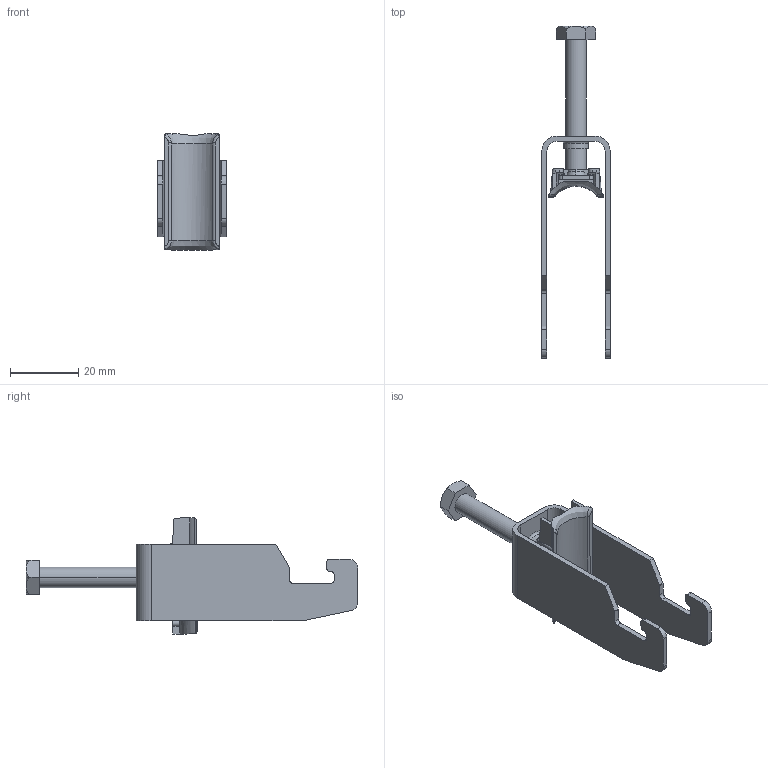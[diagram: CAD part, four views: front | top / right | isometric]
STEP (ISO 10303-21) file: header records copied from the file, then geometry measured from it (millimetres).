
FILE_DESCRIPTION (( 'STEP AP214' ), '1' );
FILE_NAME ('1186910_KSTP1.stp', '2026-04-02T07:33:05', ( '' ), ( '' ), 'SwSTEP 2.0', 'SolidWorks 2024', '' );
FILE_SCHEMA (( 'AUTOMOTIVE_DESIGN' ));
Length unit declared in the file: millimetre
Products named in the file (5): 142951_M6 x 38; EB101-03-02_Standard; EB101-00-04_Standard; 157107_2Fach; 1186910_KSTP1
Assembly tree (4 placements, depth 2):
  1186910_KSTP1
    157107_2Fach
    142951_M6 x 38
    EB101-00-04_Standard
    EB101-03-02_Standard
Bounding box: 20 x 97.25 x 34.04 mm (x, y, z)
Volume: 7363.2 mm3; surface area: 9864.3 mm2
Topology: 4 solids, 4 shells, 222 faces, 586 edges, 377 vertices
Faces by surface type: plane 132, cylinder 66, cone 10, torus 8, bspline 6
Entity records: 7468 total; most frequent: CARTESIAN_POINT 1865, ORIENTED_EDGE 1168, DIRECTION 1118, EDGE_CURVE 584, VERTEX_POINT 377, AXIS2_PLACEMENT_3D 376, LINE 366, VECTOR 366
